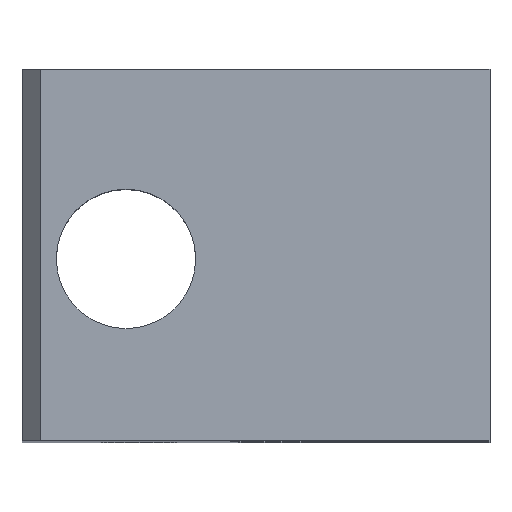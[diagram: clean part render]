
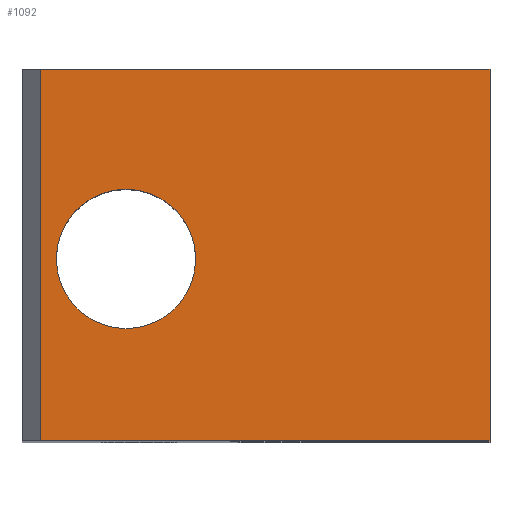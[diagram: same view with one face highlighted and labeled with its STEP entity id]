
A CAD part, top view. The second image highlights one B-rep face of the part: STEP entity #1092.
In plain terms, the highlighted planar face has unit normal (0, 0, 1).
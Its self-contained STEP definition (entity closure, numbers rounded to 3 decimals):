
#17 = ORIENTED_EDGE ( 'NONE', *, *, #35, .F. ) ;
#33 = CARTESIAN_POINT ( 'NONE',  ( -3.5, 4.9, 12.5 ) ) ;
#35 = EDGE_CURVE ( 'NONE', #1216, #1148, #1183, .T. ) ;
#57 = VECTOR ( 'NONE', #120, 1000. ) ;
#120 = DIRECTION ( 'NONE',  ( 0., -1., 0. ) ) ;
#126 = EDGE_LOOP ( 'NONE', ( #649, #877 ) ) ;
#168 = DIRECTION ( 'NONE',  ( 0., 0., -1. ) ) ;
#173 = DIRECTION ( 'NONE',  ( 0., 1., 0. ) ) ;
#177 = PLANE ( 'NONE',  #737 ) ;
#232 = AXIS2_PLACEMENT_3D ( 'NONE', #33, #422, #947 ) ;
#240 = CARTESIAN_POINT ( 'NONE',  ( -5.8, 10., 12.5 ) ) ;
#274 = FACE_BOUND ( 'NONE', #126, .T. ) ;
#289 = DIRECTION ( 'NONE',  ( 0., -1., 0. ) ) ;
#318 = ORIENTED_EDGE ( 'NONE', *, *, #772, .F. ) ;
#337 = CARTESIAN_POINT ( 'NONE',  ( -6.3, 0., 12.5 ) ) ;
#405 = LINE ( 'NONE', #595, #633 ) ;
#422 = DIRECTION ( 'NONE',  ( 0., 0., -1. ) ) ;
#433 = CARTESIAN_POINT ( 'NONE',  ( -5.8, 10., 12.5 ) ) ;
#462 = AXIS2_PLACEMENT_3D ( 'NONE', #1178, #168, #173 ) ;
#557 = DIRECTION ( 'NONE',  ( 1., 0., 0. ) ) ;
#563 = DIRECTION ( 'NONE',  ( -1., 0., 0. ) ) ;
#595 = CARTESIAN_POINT ( 'NONE',  ( 6.3, 10., 12.5 ) ) ;
#607 = CARTESIAN_POINT ( 'NONE',  ( -3.5, 6.775, 12.5 ) ) ;
#625 = CARTESIAN_POINT ( 'NONE',  ( 6.3, 10., 12.5 ) ) ;
#629 = LINE ( 'NONE', #337, #711 ) ;
#633 = VECTOR ( 'NONE', #289, 1000. ) ;
#639 = LINE ( 'NONE', #240, #57 ) ;
#649 = ORIENTED_EDGE ( 'NONE', *, *, #1025, .T. ) ;
#689 = CIRCLE ( 'NONE', #462, 1.875 ) ;
#711 = VECTOR ( 'NONE', #557, 1000. ) ;
#737 = AXIS2_PLACEMENT_3D ( 'NONE', #889, #985, #563 ) ;
#750 = CARTESIAN_POINT ( 'NONE',  ( 6.3, 0., 12.5 ) ) ;
#772 = EDGE_CURVE ( 'NONE', #1148, #866, #405, .T. ) ;
#798 = EDGE_LOOP ( 'NONE', ( #17, #1010, #1019, #318 ) ) ;
#830 = VERTEX_POINT ( 'NONE', #607 ) ;
#841 = EDGE_CURVE ( 'NONE', #1216, #1143, #639, .T. ) ;
#864 = CARTESIAN_POINT ( 'NONE',  ( -5.8, 0., 12.5 ) ) ;
#865 = EDGE_CURVE ( 'NONE', #1143, #866, #629, .T. ) ;
#866 = VERTEX_POINT ( 'NONE', #750 ) ;
#877 = ORIENTED_EDGE ( 'NONE', *, *, #952, .T. ) ;
#889 = CARTESIAN_POINT ( 'NONE',  ( -6.3, 10., 12.5 ) ) ;
#947 = DIRECTION ( 'NONE',  ( 0., 1., 0. ) ) ;
#948 = VECTOR ( 'NONE', #1169, 1000. ) ;
#952 = EDGE_CURVE ( 'NONE', #1220, #830, #1217, .T. ) ;
#985 = DIRECTION ( 'NONE',  ( 0., 0., -1. ) ) ;
#1010 = ORIENTED_EDGE ( 'NONE', *, *, #841, .T. ) ;
#1019 = ORIENTED_EDGE ( 'NONE', *, *, #865, .T. ) ;
#1025 = EDGE_CURVE ( 'NONE', #830, #1220, #689, .T. ) ;
#1086 = FACE_OUTER_BOUND ( 'NONE', #798, .T. ) ;
#1092 = ADVANCED_FACE ( 'NONE', ( #274, #1086 ), #177, .F. ) ;
#1143 = VERTEX_POINT ( 'NONE', #864 ) ;
#1148 = VERTEX_POINT ( 'NONE', #625 ) ;
#1169 = DIRECTION ( 'NONE',  ( 1., 0., 0. ) ) ;
#1178 = CARTESIAN_POINT ( 'NONE',  ( -3.5, 4.9, 12.5 ) ) ;
#1183 = LINE ( 'NONE', #1268, #948 ) ;
#1189 = CARTESIAN_POINT ( 'NONE',  ( -3.5, 3.025, 12.5 ) ) ;
#1216 = VERTEX_POINT ( 'NONE', #433 ) ;
#1217 = CIRCLE ( 'NONE', #232, 1.875 ) ;
#1220 = VERTEX_POINT ( 'NONE', #1189 ) ;
#1268 = CARTESIAN_POINT ( 'NONE',  ( -6.3, 10., 12.5 ) ) ;
